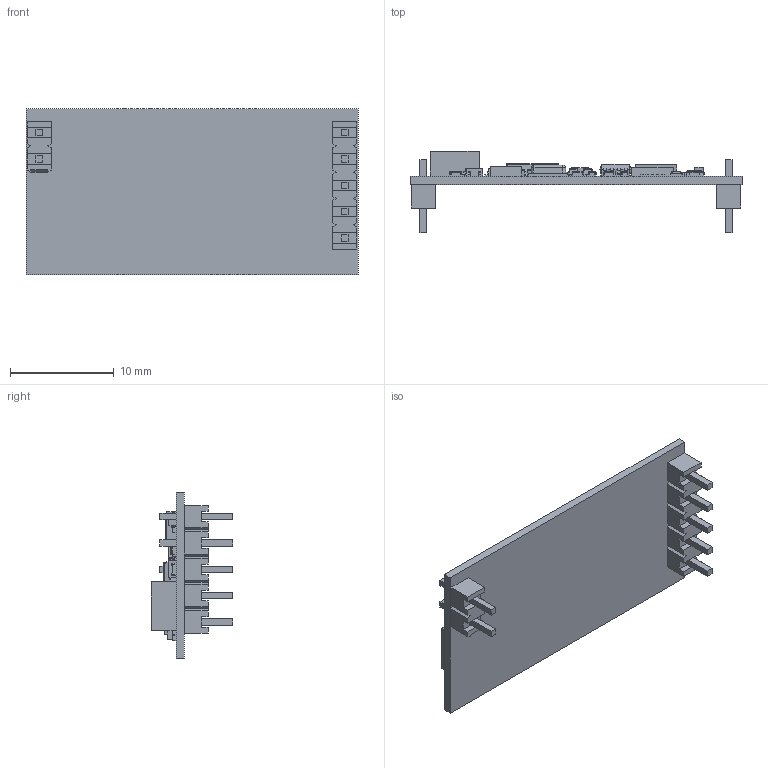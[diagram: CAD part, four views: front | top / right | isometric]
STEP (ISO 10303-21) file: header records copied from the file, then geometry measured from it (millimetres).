
FILE_DESCRIPTION( ( 'STEP AP214' ), '1' );
FILE_NAME( 'psolqas09073955911.stp', '2019-03-12T08:07:39', ( '' ), ( '' ), ' ', 'PARTsolutions', ' ' );
FILE_SCHEMA( ( 'AUTOMOTIVE_DESIGN { 1 0 10303 214 1 1 1 1 }' ) );
Length unit declared in the file: metre
Products named in the file (1): 1
Bounding box: 32 x 7.84 x 16 mm (x, y, z)
Volume: 650.4 mm3; surface area: 1542.5 mm2
Topology: 1 solids, 1 shells, 1771 faces, 4512 edges, 2802 vertices
Faces by surface type: plane 1060, cylinder 508, sphere 191, cone 8, bspline 4
Entity records: 52921 total; most frequent: CARTESIAN_POINT 9494, ORIENTED_EDGE 9024, DIRECTION 9017, EDGE_CURVE 4512, LINE 3421, VECTOR 3421, VERTEX_POINT 2802, AXIS2_PLACEMENT_3D 2798
